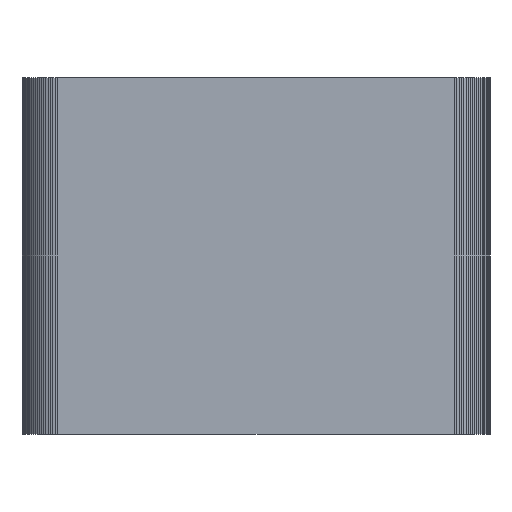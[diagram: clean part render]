
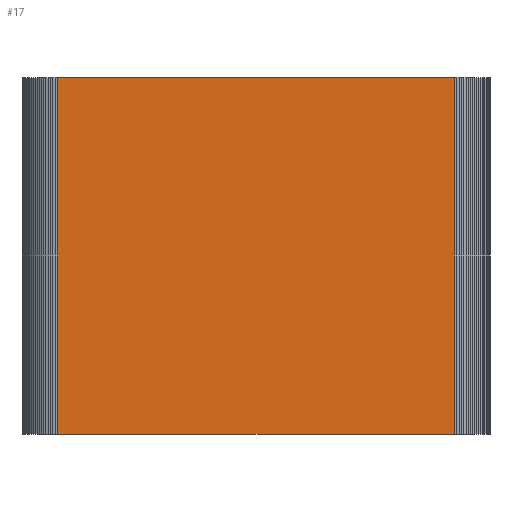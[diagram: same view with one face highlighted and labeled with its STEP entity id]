
A CAD part, left-side view. The second image highlights one B-rep face of the part: STEP entity #17.
In plain terms, the highlighted free-form (B-spline) face has degree [1, 1] with [2, 2] control points.
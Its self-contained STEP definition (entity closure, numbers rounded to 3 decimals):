
#17 = ADVANCED_FACE('',(#18),#31,.T.);
#18 = FACE_BOUND('',#19,.T.);
#19 = EDGE_LOOP('',(#20,#54,#80,#107));
#20 = ORIENTED_EDGE('',*,*,#21,.T.);
#21 = EDGE_CURVE('',#22,#24,#26,.T.);
#22 = VERTEX_POINT('',#23);
#23 = CARTESIAN_POINT('',(-13.7,-43.278,5.)
  );
#24 = VERTEX_POINT('',#25);
#25 = CARTESIAN_POINT('',(-13.7,-43.278,
    40.));
#26 = SURFACE_CURVE('',#27,(#30,#42),.PCURVE_S1.);
#27 = B_SPLINE_CURVE_WITH_KNOTS('',1,(#28,#29),.UNSPECIFIED.,.F.,.F.,(2,
    2),(0.,196.85),.PIECEWISE_BEZIER_KNOTS.);
#28 = CARTESIAN_POINT('',(-13.7,-43.278,5.)
  );
#29 = CARTESIAN_POINT('',(-13.7,-43.278,
    40.));
#30 = PCURVE('',#31,#36);
#31 = B_SPLINE_SURFACE_WITH_KNOTS('',1,1,(
    (#32,#33)
    ,(#34,#35
  )),.UNSPECIFIED.,.F.,.F.,.F.,(2,2),(2,2),(0.,1535.433),(-196.85
    ,0.),.PIECEWISE_BEZIER_KNOTS.);
#32 = CARTESIAN_POINT('',(-13.7,-43.278,
    40.));
#33 = CARTESIAN_POINT('',(-13.7,-43.278,5.)
  );
#34 = CARTESIAN_POINT('',(-13.7,-4.278,
    40.));
#35 = CARTESIAN_POINT('',(-13.7,-4.278,5.)
  );
#36 = DEFINITIONAL_REPRESENTATION('',(#37),#41);
#37 = B_SPLINE_CURVE_WITH_KNOTS('',2,(#38,#39,#40),.UNSPECIFIED.,.F.,.F.
  ,(3,3),(0.,196.85),.PIECEWISE_BEZIER_KNOTS.);
#38 = CARTESIAN_POINT('',(0.,0.));
#39 = CARTESIAN_POINT('',(0.,-98.425));
#40 = CARTESIAN_POINT('',(0.,-196.85));
#41 = ( GEOMETRIC_REPRESENTATION_CONTEXT(2) 
PARAMETRIC_REPRESENTATION_CONTEXT() REPRESENTATION_CONTEXT('2D SPACE',''
  ) );
#42 = PCURVE('',#43,#48);
#43 = B_SPLINE_SURFACE_WITH_KNOTS('',1,1,(
    (#44,#45)
    ,(#46,#47
    )),.UNSPECIFIED.,.F.,.F.,.F.,(2,2),(2,2),(0.,9.409),(
    -196.85,0.),.PIECEWISE_BEZIER_KNOTS.);
#44 = CARTESIAN_POINT('',(-13.692,-43.517,
    40.));
#45 = CARTESIAN_POINT('',(-13.692,-43.517,5.)
  );
#46 = CARTESIAN_POINT('',(-13.7,-43.278,
    40.));
#47 = CARTESIAN_POINT('',(-13.7,-43.278,5.)
  );
#48 = DEFINITIONAL_REPRESENTATION('',(#49),#53);
#49 = B_SPLINE_CURVE_WITH_KNOTS('',2,(#50,#51,#52),.UNSPECIFIED.,.F.,.F.
  ,(3,3),(0.,196.85),.PIECEWISE_BEZIER_KNOTS.);
#50 = CARTESIAN_POINT('',(9.409,0.));
#51 = CARTESIAN_POINT('',(9.409,-98.425));
#52 = CARTESIAN_POINT('',(9.409,-196.85));
#53 = ( GEOMETRIC_REPRESENTATION_CONTEXT(2) 
PARAMETRIC_REPRESENTATION_CONTEXT() REPRESENTATION_CONTEXT('2D SPACE',''
  ) );
#54 = ORIENTED_EDGE('',*,*,#55,.T.);
#55 = EDGE_CURVE('',#24,#56,#58,.T.);
#56 = VERTEX_POINT('',#57);
#57 = CARTESIAN_POINT('',(-13.7,-4.278,
    40.));
#58 = SURFACE_CURVE('',#59,(#62,#69),.PCURVE_S1.);
#59 = B_SPLINE_CURVE_WITH_KNOTS('',1,(#60,#61),.UNSPECIFIED.,.F.,.F.,(2,
    2),(0.,1535.433),.PIECEWISE_BEZIER_KNOTS.);
#60 = CARTESIAN_POINT('',(-13.7,-43.278,
    40.));
#61 = CARTESIAN_POINT('',(-13.7,-4.278,
    40.));
#62 = PCURVE('',#31,#63);
#63 = DEFINITIONAL_REPRESENTATION('',(#64),#68);
#64 = B_SPLINE_CURVE_WITH_KNOTS('',2,(#65,#66,#67),.UNSPECIFIED.,.F.,.F.
  ,(3,3),(0.,1535.433),.PIECEWISE_BEZIER_KNOTS.);
#65 = CARTESIAN_POINT('',(0.,-196.85));
#66 = CARTESIAN_POINT('',(767.717,-196.85));
#67 = CARTESIAN_POINT('',(1535.433,-196.85));
#68 = ( GEOMETRIC_REPRESENTATION_CONTEXT(2) 
PARAMETRIC_REPRESENTATION_CONTEXT() REPRESENTATION_CONTEXT('2D SPACE',''
  ) );
#69 = PCURVE('',#70,#75);
#70 = B_SPLINE_SURFACE_WITH_KNOTS('',1,1,(
    (#71,#72)
    ,(#73,#74)),.UNSPECIFIED.,.F.,.F.,.F.,(2,2),(2,2),(-958.14,
    958.14),(-958.14,958.14),
  .PIECEWISE_BEZIER_KNOTS.);
#71 = CARTESIAN_POINT('',(31.845,-49.783,
    40.));
#72 = CARTESIAN_POINT('',(35.305,-1.233,
    40.));
#73 = CARTESIAN_POINT('',(-16.705,-46.323,40.
    ));
#74 = CARTESIAN_POINT('',(-13.245,2.227,40.
    ));
#75 = DEFINITIONAL_REPRESENTATION('',(#76),#79);
#76 = B_SPLINE_CURVE_WITH_KNOTS('',1,(#77,#78),.UNSPECIFIED.,.F.,.F.,(2,
    2),(0.,1535.433),.PIECEWISE_BEZIER_KNOTS.);
#77 = CARTESIAN_POINT('',(848.651,-830.14));
#78 = CARTESIAN_POINT('',(957.792,701.41));
#79 = ( GEOMETRIC_REPRESENTATION_CONTEXT(2) 
PARAMETRIC_REPRESENTATION_CONTEXT() REPRESENTATION_CONTEXT('2D SPACE',''
  ) );
#80 = ORIENTED_EDGE('',*,*,#81,.F.);
#81 = EDGE_CURVE('',#82,#56,#84,.T.);
#82 = VERTEX_POINT('',#83);
#83 = CARTESIAN_POINT('',(-13.7,-4.278,5.)
  );
#84 = SURFACE_CURVE('',#85,(#88,#95),.PCURVE_S1.);
#85 = B_SPLINE_CURVE_WITH_KNOTS('',1,(#86,#87),.UNSPECIFIED.,.F.,.F.,(2,
    2),(0.,196.85),.PIECEWISE_BEZIER_KNOTS.);
#86 = CARTESIAN_POINT('',(-13.7,-4.278,5.)
  );
#87 = CARTESIAN_POINT('',(-13.7,-4.278,
    40.));
#88 = PCURVE('',#31,#89);
#89 = DEFINITIONAL_REPRESENTATION('',(#90),#94);
#90 = B_SPLINE_CURVE_WITH_KNOTS('',2,(#91,#92,#93),.UNSPECIFIED.,.F.,.F.
  ,(3,3),(0.,196.85),.PIECEWISE_BEZIER_KNOTS.);
#91 = CARTESIAN_POINT('',(1535.433,0.));
#92 = CARTESIAN_POINT('',(1535.433,-98.425));
#93 = CARTESIAN_POINT('',(1535.433,-196.85));
#94 = ( GEOMETRIC_REPRESENTATION_CONTEXT(2) 
PARAMETRIC_REPRESENTATION_CONTEXT() REPRESENTATION_CONTEXT('2D SPACE',''
  ) );
#95 = PCURVE('',#96,#101);
#96 = B_SPLINE_SURFACE_WITH_KNOTS('',1,1,(
    (#97,#98)
    ,(#99,#100
    )),.UNSPECIFIED.,.F.,.F.,.F.,(2,2),(2,2),(0.,9.409),(
    -196.85,0.),.PIECEWISE_BEZIER_KNOTS.);
#97 = CARTESIAN_POINT('',(-13.7,-4.278,
    40.));
#98 = CARTESIAN_POINT('',(-13.7,-4.278,5.)
  );
#99 = CARTESIAN_POINT('',(-13.692,-4.039,
    40.));
#100 = CARTESIAN_POINT('',(-13.692,-4.039,5.
    ));
#101 = DEFINITIONAL_REPRESENTATION('',(#102),#106);
#102 = B_SPLINE_CURVE_WITH_KNOTS('',2,(#103,#104,#105),.UNSPECIFIED.,.F.
  ,.F.,(3,3),(0.,196.85),.PIECEWISE_BEZIER_KNOTS.);
#103 = CARTESIAN_POINT('',(0.,0.));
#104 = CARTESIAN_POINT('',(0.,-98.425));
#105 = CARTESIAN_POINT('',(0.,-196.85));
#106 = ( GEOMETRIC_REPRESENTATION_CONTEXT(2) 
PARAMETRIC_REPRESENTATION_CONTEXT() REPRESENTATION_CONTEXT('2D SPACE',''
  ) );
#107 = ORIENTED_EDGE('',*,*,#108,.F.);
#108 = EDGE_CURVE('',#22,#82,#109,.T.);
#109 = SURFACE_CURVE('',#110,(#113,#120),.PCURVE_S1.);
#110 = B_SPLINE_CURVE_WITH_KNOTS('',1,(#111,#112),.UNSPECIFIED.,.F.,.F.,
  (2,2),(0.,1535.433),.PIECEWISE_BEZIER_KNOTS.);
#111 = CARTESIAN_POINT('',(-13.7,-43.278,5.
    ));
#112 = CARTESIAN_POINT('',(-13.7,-4.278,5.
    ));
#113 = PCURVE('',#31,#114);
#114 = DEFINITIONAL_REPRESENTATION('',(#115),#119);
#115 = B_SPLINE_CURVE_WITH_KNOTS('',2,(#116,#117,#118),.UNSPECIFIED.,.F.
  ,.F.,(3,3),(0.,1535.433),.PIECEWISE_BEZIER_KNOTS.);
#116 = CARTESIAN_POINT('',(0.,0.));
#117 = CARTESIAN_POINT('',(767.717,0.));
#118 = CARTESIAN_POINT('',(1535.433,0.));
#119 = ( GEOMETRIC_REPRESENTATION_CONTEXT(2) 
PARAMETRIC_REPRESENTATION_CONTEXT() REPRESENTATION_CONTEXT('2D SPACE',''
  ) );
#120 = PCURVE('',#121,#126);
#121 = B_SPLINE_SURFACE_WITH_KNOTS('',1,1,(
    (#122,#123)
    ,(#124,#125
    )),.UNSPECIFIED.,.F.,.F.,.F.,(2,2),(2,2),(-905.512,905.512)
  ,(-905.512,905.512),.PIECEWISE_BEZIER_KNOTS.);
#122 = CARTESIAN_POINT('',(32.3,-46.778,5.
    ));
#123 = CARTESIAN_POINT('',(32.3,-0.778,5.
    ));
#124 = CARTESIAN_POINT('',(-13.7,-46.778,5.
    ));
#125 = CARTESIAN_POINT('',(-13.7,-0.778,5.
    ));
#126 = DEFINITIONAL_REPRESENTATION('',(#127),#131);
#127 = B_SPLINE_CURVE_WITH_KNOTS('',2,(#128,#129,#130),.UNSPECIFIED.,.F.
  ,.F.,(3,3),(0.,1535.433),.PIECEWISE_BEZIER_KNOTS.);
#128 = CARTESIAN_POINT('',(905.512,-767.717));
#129 = CARTESIAN_POINT('',(905.512,0.));
#130 = CARTESIAN_POINT('',(905.512,767.717));
#131 = ( GEOMETRIC_REPRESENTATION_CONTEXT(2) 
PARAMETRIC_REPRESENTATION_CONTEXT() REPRESENTATION_CONTEXT('2D SPACE',''
  ) );
